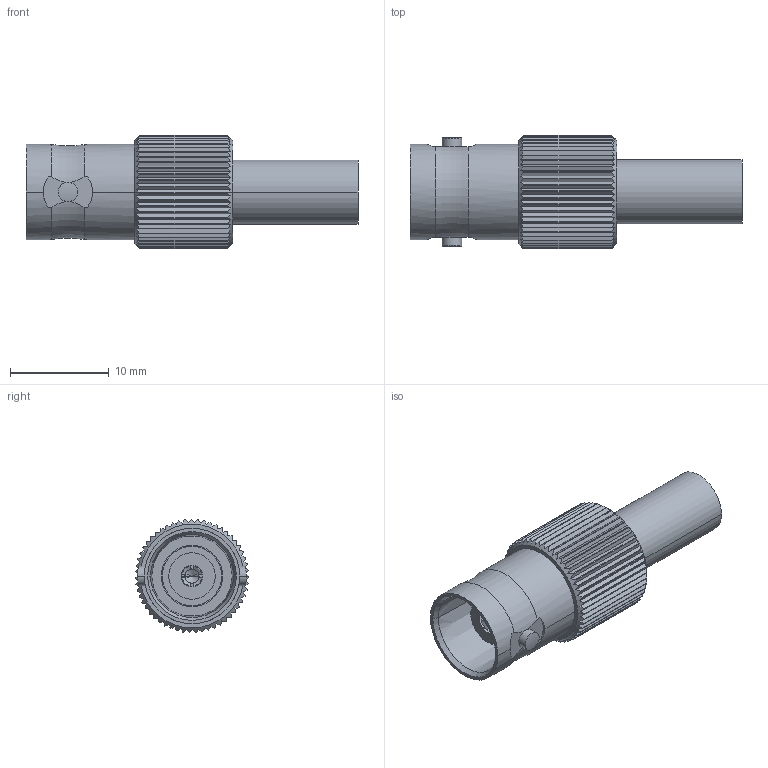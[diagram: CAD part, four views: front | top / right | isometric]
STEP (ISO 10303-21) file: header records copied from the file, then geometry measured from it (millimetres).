
FILE_DESCRIPTION((''),'2;1');
FILE_NAME('31-327-RFX','2015-11-24T',('Rajagopal'),(''),'PRO/ENGINEER BY PARAMETRIC TECHNOLOGY CORPORATION, 2014440','PRO/ENGINEER BY PARAMETRIC TECHNOLOGY CORPORATION, 2014440','');
FILE_SCHEMA(('CONFIG_CONTROL_DESIGN'));
Length unit declared in the file: millimetre
Products named in the file (1): 31-327-RFX
Bounding box: 33.6 x 11.5 x 11.5 mm (x, y, z)
Surface area: 2081.3 mm2 (no closed solid volume)
Topology: 0 solids, 9 shells, 248 faces, 736 edges, 490 vertices
Faces by surface type: plane 129, cylinder 95, cone 22, torus 2
Entity records: 8866 total; most frequent: CARTESIAN_POINT 2552, ORIENTED_EDGE 1386, DIRECTION 1192, EDGE_CURVE 732, VERTEX_POINT 490, AXIS2_PLACEMENT_3D 474, B_SPLINE_CURVE_WITH_KNOTS 262, EDGE_LOOP 259
